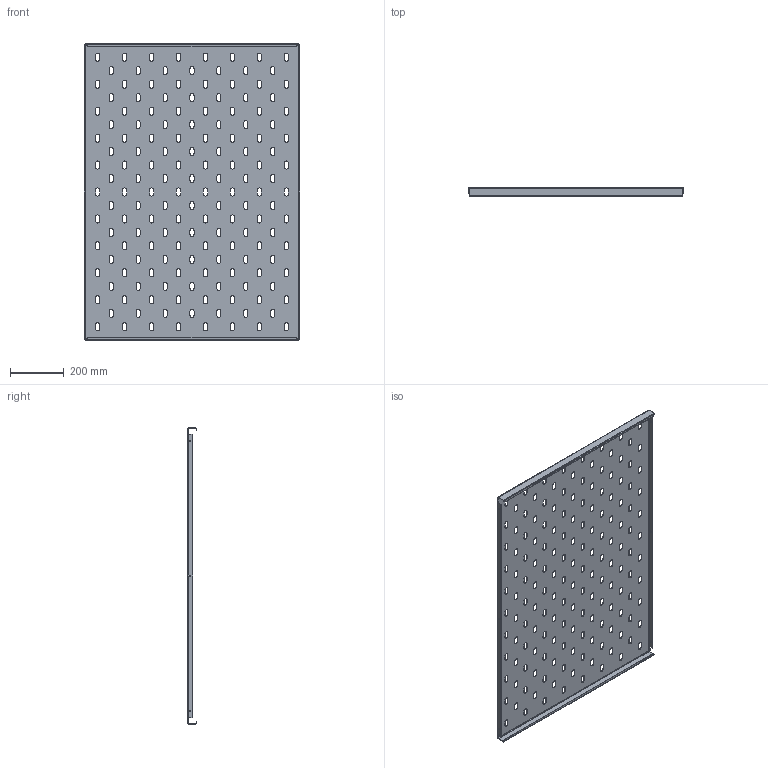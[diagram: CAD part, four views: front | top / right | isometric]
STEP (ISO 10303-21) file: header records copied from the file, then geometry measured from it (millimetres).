
FILE_DESCRIPTION (( 'STEP AP214' ), '1' );
FILE_NAME ('945.192.STEP', '2024-10-04T08:54:23', ( '' ), ( '' ), 'SwSTEP 2.0', 'SolidWorks 2021', '' );
FILE_SCHEMA (( 'AUTOMOTIVE_DESIGN' ));
Length unit declared in the file: millimetre
Products named in the file (1): 945.192
Bounding box: 798 x 33 x 1098 mm (x, y, z)
Volume: 1364572.8 mm3; surface area: 1843855 mm2
Topology: 1 solids, 1 shells, 888 faces, 2618 edges, 1732 vertices
Faces by surface type: cylinder 522, plane 366
Entity records: 30668 total; most frequent: DIRECTION 5432, CARTESIAN_POINT 5287, ORIENTED_EDGE 5236, EDGE_CURVE 2618, AXIS2_PLACEMENT_3D 1933, VERTEX_POINT 1732, VECTOR 1566, LINE 1566
